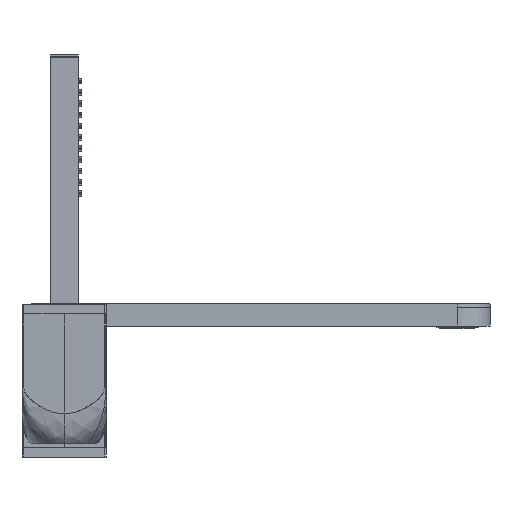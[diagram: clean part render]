
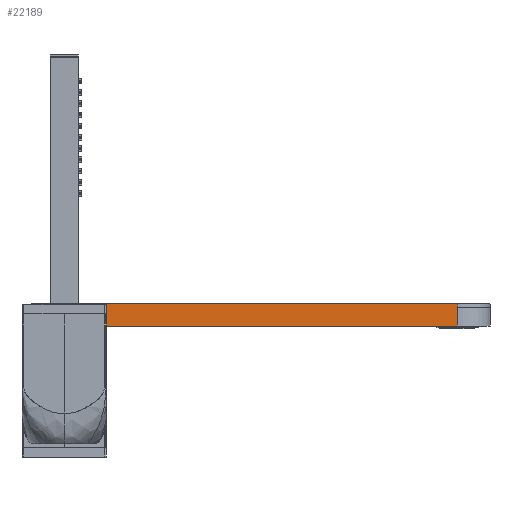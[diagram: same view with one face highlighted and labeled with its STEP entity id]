
A CAD part, front view. The second image highlights one B-rep face of the part: STEP entity #22189.
In plain terms, the highlighted planar face has unit normal (0, -1, 0).
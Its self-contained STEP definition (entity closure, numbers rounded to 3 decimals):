
#22134=CARTESIAN_POINT('Axis2P3D Location',(130.,132.5,171.5)) ;
#22139=CARTESIAN_POINT('Line Origine',(0.,132.5,172.5)) ;
#22143=CARTESIAN_POINT('Vertex',(0.,132.5,173.5)) ;
#22145=CARTESIAN_POINT('Vertex',(0.,132.5,171.5)) ;
#22148=CARTESIAN_POINT('Line Origine',(0.,132.5,166.5)) ;
#22152=CARTESIAN_POINT('Vertex',(0.,132.5,161.5)) ;
#22155=CARTESIAN_POINT('Line Origine',(105.,132.5,161.5)) ;
#22159=CARTESIAN_POINT('Vertex',(210.,132.5,161.5)) ;
#22162=CARTESIAN_POINT('Line Origine',(210.,132.5,166.5)) ;
#22166=CARTESIAN_POINT('Vertex',(210.,132.5,171.5)) ;
#22169=CARTESIAN_POINT('Line Origine',(210.,132.5,172.5)) ;
#22173=CARTESIAN_POINT('Vertex',(210.,132.5,173.5)) ;
#22176=CARTESIAN_POINT('Line Origine',(105.,132.5,173.5)) ;
#22141=VECTOR('Line Direction',#22140,1.) ;
#22150=VECTOR('Line Direction',#22149,1.) ;
#22157=VECTOR('Line Direction',#22156,1.) ;
#22164=VECTOR('Line Direction',#22163,1.) ;
#22171=VECTOR('Line Direction',#22170,1.) ;
#22178=VECTOR('Line Direction',#22177,1.) ;
#22135=DIRECTION('Axis2P3D Direction',(-0.,-1.,-0.)) ;
#22136=DIRECTION('Axis2P3D XDirection',(-1.,0.,0.)) ;
#22140=DIRECTION('Vector Direction',(0.,0.,1.)) ;
#22149=DIRECTION('Vector Direction',(0.,0.,1.)) ;
#22156=DIRECTION('Vector Direction',(-1.,0.,0.)) ;
#22163=DIRECTION('Vector Direction',(0.,0.,1.)) ;
#22170=DIRECTION('Vector Direction',(0.,0.,1.)) ;
#22177=DIRECTION('Vector Direction',(-1.,0.,0.)) ;
#22137=AXIS2_PLACEMENT_3D('Plane Axis2P3D',#22134,#22135,#22136) ;
#22142=LINE('Line',#22139,#22141) ;
#22151=LINE('Line',#22148,#22150) ;
#22158=LINE('Line',#22155,#22157) ;
#22165=LINE('Line',#22162,#22164) ;
#22172=LINE('Line',#22169,#22171) ;
#22179=LINE('Line',#22176,#22178) ;
#22138=PLANE('',#22137) ;
#22147=EDGE_CURVE('',#22144,#22146,#22142,.F.) ;
#22154=EDGE_CURVE('',#22146,#22153,#22151,.F.) ;
#22161=EDGE_CURVE('',#22153,#22160,#22158,.F.) ;
#22168=EDGE_CURVE('',#22160,#22167,#22165,.T.) ;
#22175=EDGE_CURVE('',#22167,#22174,#22172,.T.) ;
#22180=EDGE_CURVE('',#22174,#22144,#22179,.T.) ;
#22182=ORIENTED_EDGE('',*,*,#22147,.T.) ;
#22183=ORIENTED_EDGE('',*,*,#22154,.T.) ;
#22184=ORIENTED_EDGE('',*,*,#22161,.T.) ;
#22185=ORIENTED_EDGE('',*,*,#22168,.T.) ;
#22186=ORIENTED_EDGE('',*,*,#22175,.T.) ;
#22187=ORIENTED_EDGE('',*,*,#22180,.T.) ;
#22181=EDGE_LOOP('',(#22182,#22183,#22184,#22185,#22186,#22187)) ;
#22144=VERTEX_POINT('',#22143) ;
#22146=VERTEX_POINT('',#22145) ;
#22153=VERTEX_POINT('',#22152) ;
#22160=VERTEX_POINT('',#22159) ;
#22167=VERTEX_POINT('',#22166) ;
#22174=VERTEX_POINT('',#22173) ;
#22189=ADVANCED_FACE('Superficie.695',(#22188),#22138,.T.) ;
#22188=FACE_OUTER_BOUND('',#22181,.T.) ;
